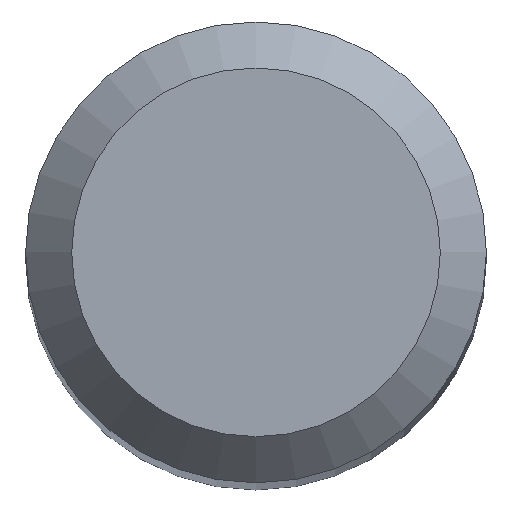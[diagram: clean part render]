
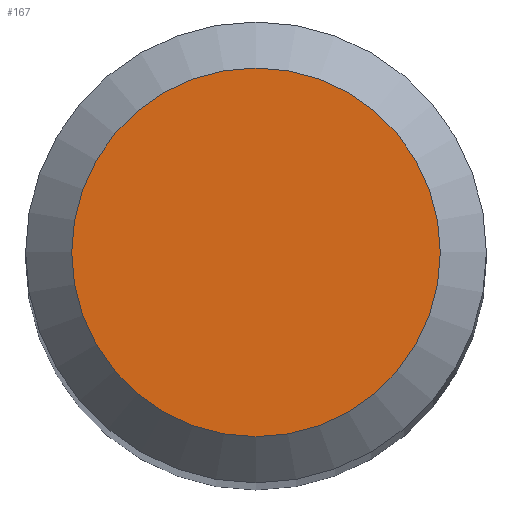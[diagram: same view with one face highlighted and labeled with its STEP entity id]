
A CAD part, top view. The second image highlights one B-rep face of the part: STEP entity #167.
In plain terms, the highlighted planar face has unit normal (0, 0, 1).
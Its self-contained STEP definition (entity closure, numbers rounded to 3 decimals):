
#17 = DIRECTION ( 'NONE',  ( 0., 1., 0. ) ) ;
#21 = AXIS2_PLACEMENT_3D ( 'NONE', #124, #186, #83 ) ;
#48 = FACE_OUTER_BOUND ( 'NONE', #218, .T. ) ;
#66 = ORIENTED_EDGE ( 'NONE', *, *, #121, .F. ) ;
#67 = PLANE ( 'NONE',  #21 ) ;
#79 = AXIS2_PLACEMENT_3D ( 'NONE', #190, #170, #17 ) ;
#83 = DIRECTION ( 'NONE',  ( 0., 1., 0. ) ) ;
#121 = EDGE_CURVE ( 'NONE', #132, #132, #168, .T. ) ;
#124 = CARTESIAN_POINT ( 'NONE',  ( 0., 0., 50. ) ) ;
#132 = VERTEX_POINT ( 'NONE', #192 ) ;
#167 = ADVANCED_FACE ( 'NONE', ( #48 ), #67, .F. ) ;
#168 = CIRCLE ( 'NONE', #79, 1.6 ) ;
#170 = DIRECTION ( 'NONE',  ( 0., 0., -1. ) ) ;
#186 = DIRECTION ( 'NONE',  ( 0., 0., -1. ) ) ;
#190 = CARTESIAN_POINT ( 'NONE',  ( 0., 0., 50. ) ) ;
#192 = CARTESIAN_POINT ( 'NONE',  ( 0., 1.6, 50. ) ) ;
#218 = EDGE_LOOP ( 'NONE', ( #66 ) ) ;
